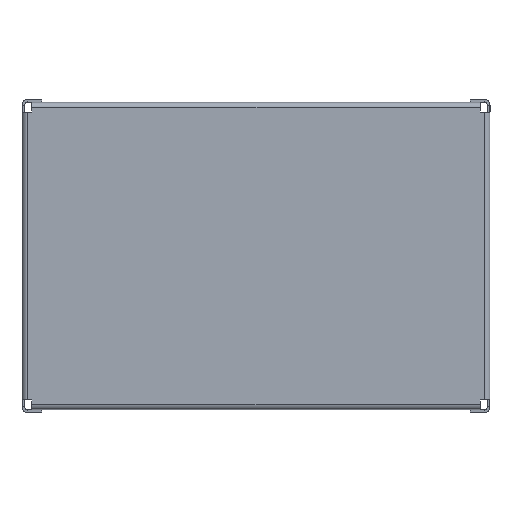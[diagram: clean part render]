
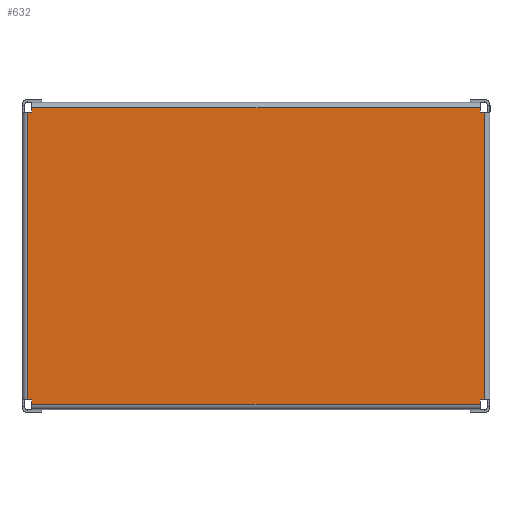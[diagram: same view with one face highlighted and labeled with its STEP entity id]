
A CAD part, front view. The second image highlights one B-rep face of the part: STEP entity #632.
In plain terms, the highlighted planar face has unit normal (0, -1, 0).
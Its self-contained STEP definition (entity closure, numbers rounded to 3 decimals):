
#65 = CARTESIAN_POINT ( 'NONE',  ( -265., -3.175, 170. ) ) ;
#66 = CARTESIAN_POINT ( 'NONE',  ( 265., -3.175, 170. ) ) ;
#70 = ORIENTED_EDGE ( 'NONE', *, *, #1457, .T. ) ;
#76 = VERTEX_POINT ( 'NONE', #1754 ) ;
#81 = VECTOR ( 'NONE', #1848, 1000. ) ;
#102 = LINE ( 'NONE', #65, #298 ) ;
#122 = CARTESIAN_POINT ( 'NONE',  ( -270., -3.175, -170. ) ) ;
#152 = ORIENTED_EDGE ( 'NONE', *, *, #636, .F. ) ;
#200 = LINE ( 'NONE', #1962, #1723 ) ;
#239 = CARTESIAN_POINT ( 'NONE',  ( 265., -3.175, 175. ) ) ;
#273 = CARTESIAN_POINT ( 'NONE',  ( -265., -3.175, 170. ) ) ;
#291 = ORIENTED_EDGE ( 'NONE', *, *, #880, .F. ) ;
#293 = VECTOR ( 'NONE', #578, 1000. ) ;
#298 = VECTOR ( 'NONE', #1104, 1000. ) ;
#324 = VECTOR ( 'NONE', #1506, 1000. ) ;
#328 = VECTOR ( 'NONE', #2202, 1000. ) ;
#391 = PLANE ( 'NONE',  #1148 ) ;
#397 = CARTESIAN_POINT ( 'NONE',  ( 265., -3.175, 175. ) ) ;
#417 = ORIENTED_EDGE ( 'NONE', *, *, #674, .T. ) ;
#423 = LINE ( 'NONE', #2143, #1727 ) ;
#427 = VERTEX_POINT ( 'NONE', #1904 ) ;
#432 = CARTESIAN_POINT ( 'NONE',  ( 265., -3.175, 170. ) ) ;
#440 = LINE ( 'NONE', #608, #1539 ) ;
#454 = CARTESIAN_POINT ( 'NONE',  ( 265., -3.175, -175. ) ) ;
#488 = CARTESIAN_POINT ( 'NONE',  ( -265., -3.175, -170. ) ) ;
#498 = VERTEX_POINT ( 'NONE', #513 ) ;
#513 = CARTESIAN_POINT ( 'NONE',  ( -270., -3.175, 170. ) ) ;
#521 = EDGE_LOOP ( 'NONE', ( #963, #291, #1601, #70, #1094, #152, #1559, #1232, #1855, #417, #1729, #836 ) ) ;
#563 = LINE ( 'NONE', #397, #1905 ) ;
#578 = DIRECTION ( 'NONE',  ( 1., 0., 0. ) ) ;
#581 = VECTOR ( 'NONE', #981, 1000. ) ;
#582 = FACE_OUTER_BOUND ( 'NONE', #521, .T. ) ;
#602 = LINE ( 'NONE', #1787, #581 ) ;
#608 = CARTESIAN_POINT ( 'NONE',  ( 265., -3.175, 175. ) ) ;
#632 = ADVANCED_FACE ( 'NONE', ( #582 ), #391, .F. ) ;
#636 = EDGE_CURVE ( 'NONE', #1455, #1175, #1415, .T. ) ;
#674 = EDGE_CURVE ( 'NONE', #1434, #1697, #440, .T. ) ;
#712 = EDGE_CURVE ( 'NONE', #1175, #1874, #1477, .T. ) ;
#734 = DIRECTION ( 'NONE',  ( 0., 0., 1. ) ) ;
#776 = DIRECTION ( 'NONE',  ( -1., 0., 0. ) ) ;
#826 = LINE ( 'NONE', #488, #324 ) ;
#836 = ORIENTED_EDGE ( 'NONE', *, *, #2097, .F. ) ;
#859 = CARTESIAN_POINT ( 'NONE',  ( -270., -3.175, -170. ) ) ;
#880 = EDGE_CURVE ( 'NONE', #76, #1953, #1704, .T. ) ;
#902 = EDGE_CURVE ( 'NONE', #427, #76, #826, .T. ) ;
#963 = ORIENTED_EDGE ( 'NONE', *, *, #1261, .T. ) ;
#981 = DIRECTION ( 'NONE',  ( 1., 0., 0. ) ) ;
#983 = EDGE_CURVE ( 'NONE', #1531, #1655, #1923, .T. ) ;
#1003 = CARTESIAN_POINT ( 'NONE',  ( -270., -3.175, 170. ) ) ;
#1052 = EDGE_CURVE ( 'NONE', #1455, #1655, #200, .T. ) ;
#1077 = DIRECTION ( 'NONE',  ( 0., 0., -1. ) ) ;
#1094 = ORIENTED_EDGE ( 'NONE', *, *, #712, .F. ) ;
#1104 = DIRECTION ( 'NONE',  ( 0., 0., 1. ) ) ;
#1129 = CARTESIAN_POINT ( 'NONE',  ( 265., -3.175, -170. ) ) ;
#1148 = AXIS2_PLACEMENT_3D ( 'NONE', #1267, #1405, #734 ) ;
#1175 = VERTEX_POINT ( 'NONE', #1129 ) ;
#1232 = ORIENTED_EDGE ( 'NONE', *, *, #983, .F. ) ;
#1254 = VECTOR ( 'NONE', #1952, 1000. ) ;
#1261 = EDGE_CURVE ( 'NONE', #498, #1953, #1719, .T. ) ;
#1267 = CARTESIAN_POINT ( 'NONE',  ( 0., -3.175, 0. ) ) ;
#1294 = VECTOR ( 'NONE', #1540, 1000. ) ;
#1295 = DIRECTION ( 'NONE',  ( 1., 0., 0. ) ) ;
#1405 = DIRECTION ( 'NONE',  ( 0., 1., 0. ) ) ;
#1415 = LINE ( 'NONE', #2089, #1254 ) ;
#1418 = EDGE_CURVE ( 'NONE', #1434, #1531, #563, .T. ) ;
#1434 = VERTEX_POINT ( 'NONE', #239 ) ;
#1455 = VERTEX_POINT ( 'NONE', #1481 ) ;
#1457 = EDGE_CURVE ( 'NONE', #427, #1874, #602, .T. ) ;
#1477 = LINE ( 'NONE', #1639, #81 ) ;
#1481 = CARTESIAN_POINT ( 'NONE',  ( 270., -3.175, -170. ) ) ;
#1506 = DIRECTION ( 'NONE',  ( 0., 0., 1. ) ) ;
#1531 = VERTEX_POINT ( 'NONE', #432 ) ;
#1539 = VECTOR ( 'NONE', #776, 1000. ) ;
#1540 = DIRECTION ( 'NONE',  ( -1., 0., 0. ) ) ;
#1559 = ORIENTED_EDGE ( 'NONE', *, *, #1052, .T. ) ;
#1563 = DIRECTION ( 'NONE',  ( 0., 0., 1. ) ) ;
#1601 = ORIENTED_EDGE ( 'NONE', *, *, #902, .F. ) ;
#1639 = CARTESIAN_POINT ( 'NONE',  ( 265., -3.175, -175. ) ) ;
#1655 = VERTEX_POINT ( 'NONE', #1698 ) ;
#1674 = CARTESIAN_POINT ( 'NONE',  ( -265., -3.175, 175. ) ) ;
#1697 = VERTEX_POINT ( 'NONE', #1674 ) ;
#1698 = CARTESIAN_POINT ( 'NONE',  ( 270., -3.175, 170. ) ) ;
#1704 = LINE ( 'NONE', #859, #1294 ) ;
#1719 = LINE ( 'NONE', #1003, #328 ) ;
#1723 = VECTOR ( 'NONE', #1563, 1000. ) ;
#1727 = VECTOR ( 'NONE', #1295, 1000. ) ;
#1729 = ORIENTED_EDGE ( 'NONE', *, *, #2137, .F. ) ;
#1754 = CARTESIAN_POINT ( 'NONE',  ( -265., -3.175, -170. ) ) ;
#1787 = CARTESIAN_POINT ( 'NONE',  ( -265., -3.175, -175. ) ) ;
#1848 = DIRECTION ( 'NONE',  ( 0., 0., -1. ) ) ;
#1855 = ORIENTED_EDGE ( 'NONE', *, *, #1418, .F. ) ;
#1874 = VERTEX_POINT ( 'NONE', #454 ) ;
#1904 = CARTESIAN_POINT ( 'NONE',  ( -265., -3.175, -175. ) ) ;
#1905 = VECTOR ( 'NONE', #1077, 1000. ) ;
#1923 = LINE ( 'NONE', #66, #293 ) ;
#1952 = DIRECTION ( 'NONE',  ( -1., 0., 0. ) ) ;
#1953 = VERTEX_POINT ( 'NONE', #122 ) ;
#1962 = CARTESIAN_POINT ( 'NONE',  ( 270., -3.175, -170. ) ) ;
#1997 = VERTEX_POINT ( 'NONE', #273 ) ;
#2089 = CARTESIAN_POINT ( 'NONE',  ( 265., -3.175, -170. ) ) ;
#2097 = EDGE_CURVE ( 'NONE', #498, #1997, #423, .T. ) ;
#2137 = EDGE_CURVE ( 'NONE', #1997, #1697, #102, .T. ) ;
#2143 = CARTESIAN_POINT ( 'NONE',  ( -270., -3.175, 170. ) ) ;
#2202 = DIRECTION ( 'NONE',  ( 0., 0., -1. ) ) ;
